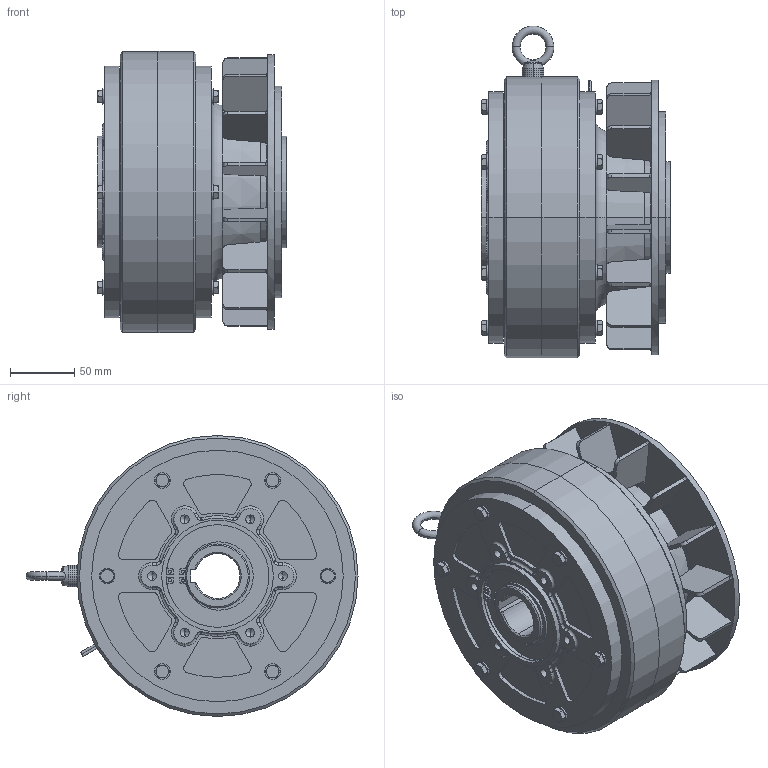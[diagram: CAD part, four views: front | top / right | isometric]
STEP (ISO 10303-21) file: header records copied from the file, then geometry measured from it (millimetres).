
FILE_DESCRIPTION (( 'STEP AP203' ), '1' );
FILE_NAME ('YPP616706.STEP', '2020-12-25T01:15:43', ( '' ), ( '' ), 'SwSTEP 2.0', 'SolidWorks 2016', '' );
FILE_SCHEMA (( 'CONFIG_CONTROL_DESIGN' ));
Length unit declared in the file: millimetre
Products named in the file (1): YPP616706
Bounding box: 148 x 258.7 x 219 mm (x, y, z)
Volume: 3744391.4 mm3; surface area: 308239.2 mm2
Topology: 32 solids, 32 shells, 703 faces, 1750 edges, 1113 vertices
Faces by surface type: plane 291, cylinder 271, cone 85, torus 56
Entity records: 21607 total; most frequent: CARTESIAN_POINT 4484, DIRECTION 3782, ORIENTED_EDGE 3428, EDGE_CURVE 1714, AXIS2_PLACEMENT_3D 1489, VERTEX_POINT 1113, LINE 804, VECTOR 804
